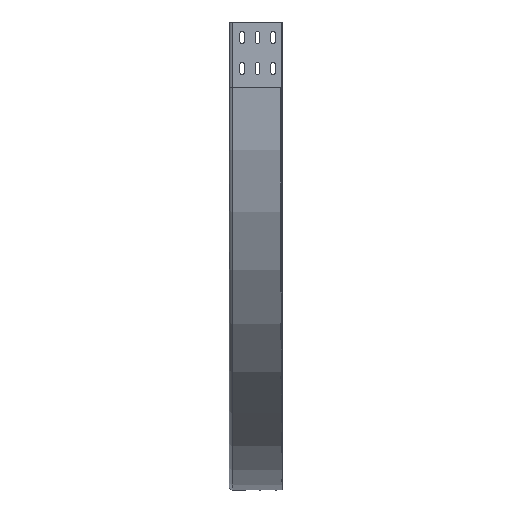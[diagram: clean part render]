
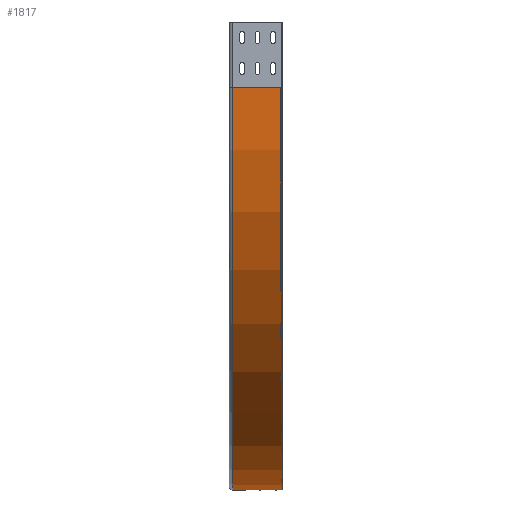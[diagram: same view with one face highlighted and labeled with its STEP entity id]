
A CAD part, left-side view. The second image highlights one B-rep face of the part: STEP entity #1817.
In plain terms, the highlighted cylindrical face has radius 650 mm (diameter 1300 mm), a partial arc.
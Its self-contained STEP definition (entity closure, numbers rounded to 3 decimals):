
#9 = EDGE_CURVE ( 'NONE', #7749, #3313, #6973, .T. ) ;
#139 = LINE ( 'NONE', #8099, #344 ) ;
#344 = VECTOR ( 'NONE', #3688, 1000. ) ;
#495 = ORIENTED_EDGE ( 'NONE', *, *, #9, .T. ) ;
#655 = ORIENTED_EDGE ( 'NONE', *, *, #1187, .F. ) ;
#910 = AXIS2_PLACEMENT_3D ( 'NONE', #7101, #3082, #4670 ) ;
#1187 = EDGE_CURVE ( 'NONE', #7749, #6587, #4412, .T. ) ;
#1322 = CARTESIAN_POINT ( 'NONE',  ( 650., 0., -105. ) ) ;
#1792 = CARTESIAN_POINT ( 'NONE',  ( 650., 79.25, -755. ) ) ;
#1817 = ADVANCED_FACE ( 'NONE', ( #7969 ), #4595, .T. ) ;
#1918 = AXIS2_PLACEMENT_3D ( 'NONE', #1322, #5731, #1954 ) ;
#1954 = DIRECTION ( 'NONE',  ( 1., 0., 0. ) ) ;
#2220 = EDGE_CURVE ( 'NONE', #3313, #6652, #139, .T. ) ;
#2995 = ORIENTED_EDGE ( 'NONE', *, *, #2220, .T. ) ;
#3077 = CARTESIAN_POINT ( 'NONE',  ( 0., 2.25, -105. ) ) ;
#3082 = DIRECTION ( 'NONE',  ( 0., -1., 0. ) ) ;
#3313 = VERTEX_POINT ( 'NONE', #1792 ) ;
#3688 = DIRECTION ( 'NONE',  ( 0., -1., 0. ) ) ;
#3740 = CARTESIAN_POINT ( 'NONE',  ( 0., 0., -105. ) ) ;
#3786 = AXIS2_PLACEMENT_3D ( 'NONE', #5827, #6462, #3953 ) ;
#3953 = DIRECTION ( 'NONE',  ( 0., 0., -1. ) ) ;
#4098 = DIRECTION ( 'NONE',  ( 0., -1., 0. ) ) ;
#4242 = CARTESIAN_POINT ( 'NONE',  ( 0., 79.25, -105. ) ) ;
#4292 = EDGE_LOOP ( 'NONE', ( #655, #495, #2995, #4774 ) ) ;
#4412 = LINE ( 'NONE', #3077, #6306 ) ;
#4595 = CYLINDRICAL_SURFACE ( 'NONE', #3786, 650. ) ;
#4670 = DIRECTION ( 'NONE',  ( 0., 0., -1. ) ) ;
#4774 = ORIENTED_EDGE ( 'NONE', *, *, #6886, .F. ) ;
#5731 = DIRECTION ( 'NONE',  ( 0., -1., 0. ) ) ;
#5827 = CARTESIAN_POINT ( 'NONE',  ( 650., 0., -105. ) ) ;
#6306 = VECTOR ( 'NONE', #4098, 1000. ) ;
#6384 = CIRCLE ( 'NONE', #1918, 650. ) ;
#6462 = DIRECTION ( 'NONE',  ( 0., -1., 0. ) ) ;
#6587 = VERTEX_POINT ( 'NONE', #3740 ) ;
#6652 = VERTEX_POINT ( 'NONE', #6937 ) ;
#6886 = EDGE_CURVE ( 'NONE', #6587, #6652, #6384, .T. ) ;
#6937 = CARTESIAN_POINT ( 'NONE',  ( 650., 0., -755. ) ) ;
#6973 = CIRCLE ( 'NONE', #910, 650. ) ;
#7101 = CARTESIAN_POINT ( 'NONE',  ( 650., 79.25, -105. ) ) ;
#7749 = VERTEX_POINT ( 'NONE', #4242 ) ;
#7969 = FACE_OUTER_BOUND ( 'NONE', #4292, .T. ) ;
#8099 = CARTESIAN_POINT ( 'NONE',  ( 650., 2.25, -755. ) ) ;
